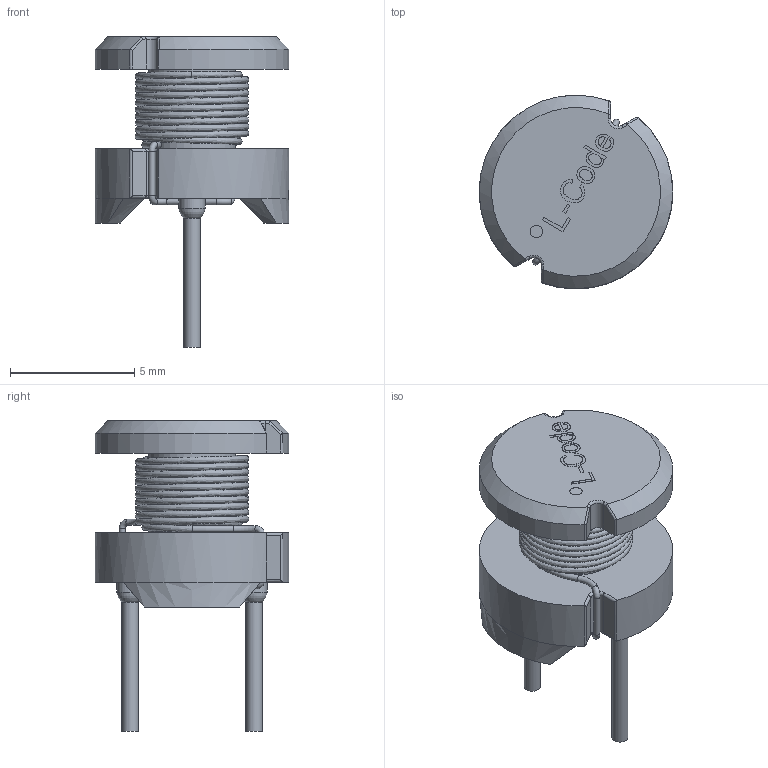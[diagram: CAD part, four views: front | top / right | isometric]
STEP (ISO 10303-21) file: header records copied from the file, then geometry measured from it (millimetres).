
FILE_DESCRIPTION(/* description */ ('Unknown'),/* implementation_level */ '2;1');
FILE_NAME(/* name */ '744730xxx',/* time_stamp */ '2021-07-28T14:37:05+02:00',/* author */ ('Unknown'),/* organization */ ('Unknown'),/* preprocessor_version */ 'ST-DEVELOPER v16.7',/* originating_system */ 'Solid Edge',/* authorisation */ 'Unknown');
FILE_SCHEMA (('AUTOMOTIVE_DESIGN {1 0 10303 214 3 1 1}'));
Length unit declared in the file: millimetre
Products named in the file (1): 744730xxx
Bounding box: 7.8 x 7.8 x 12.5 mm (x, y, z)
Volume: 210.7 mm3; surface area: 532.2 mm2
Topology: 1 solids, 1 shells, 128 faces, 308 edges, 195 vertices
Faces by surface type: plane 46, cylinder 39, bspline 24, torus 17, cone 2
Full cylindrical faces by diameter (mm): 0.25 x5, 0.5 x1, 0.65 x2, 1.05 x2, 3.5 x1
Entity records: 6820 total; most frequent: CARTESIAN_POINT 3299, ORIENTED_EDGE 544, DIRECTION 454, EDGE_CURVE 272, VERTEX_POINT 188, AXIS2_PLACEMENT_3D 182, EDGE_LOOP 172, FACE_BOUND 172
